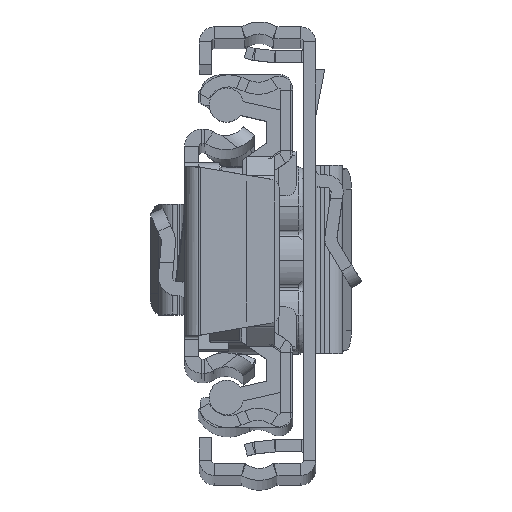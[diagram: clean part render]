
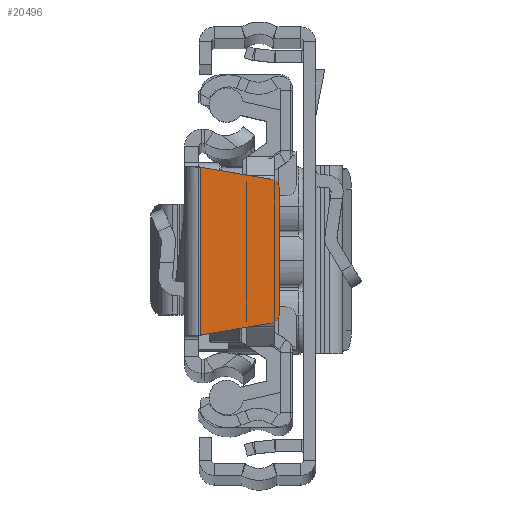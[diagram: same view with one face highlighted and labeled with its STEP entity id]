
A CAD part, top view. The second image highlights one B-rep face of the part: STEP entity #20496.
In plain terms, the highlighted planar face has unit normal (0, 0, 1).
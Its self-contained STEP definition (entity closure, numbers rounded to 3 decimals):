
#332 = CARTESIAN_POINT ( 'NONE',  ( 1.6, -8.333, 0. ) ) ;
#630 = DIRECTION ( 'NONE',  ( 1., 0., 0. ) ) ;
#1569 = DIRECTION ( 'NONE',  ( 0., 0., 1. ) ) ;
#1598 = CARTESIAN_POINT ( 'NONE',  ( 9.4, 6.156, 0. ) ) ;
#1794 = CARTESIAN_POINT ( 'NONE',  ( 8.4, 6.156, 0. ) ) ;
#2261 = CARTESIAN_POINT ( 'NONE',  ( 1.5, 8.35, 0. ) ) ;
#2269 = DIRECTION ( 'NONE',  ( 0., 0., -1. ) ) ;
#2291 = CIRCLE ( 'NONE', #20198, 1. ) ;
#2813 = EDGE_CURVE ( 'NONE', #10316, #14402, #9914, .T. ) ;
#2998 = VERTEX_POINT ( 'NONE', #7463 ) ;
#3098 = EDGE_CURVE ( 'NONE', #7836, #7923, #2291, .T. ) ;
#3211 = VECTOR ( 'NONE', #17127, 1000. ) ;
#3307 = PLANE ( 'NONE',  #10616 ) ;
#3596 = ORIENTED_EDGE ( 'NONE', *, *, #14086, .T. ) ;
#3778 = VERTEX_POINT ( 'NONE', #5677 ) ;
#3953 = DIRECTION ( 'NONE',  ( 0., 0., 1. ) ) ;
#4189 = AXIS2_PLACEMENT_3D ( 'NONE', #1794, #1569, #8268 ) ;
#5494 = CARTESIAN_POINT ( 'NONE',  ( 9.4, -6.156, 0. ) ) ;
#5677 = CARTESIAN_POINT ( 'NONE',  ( 8.568, 7.142, 0. ) ) ;
#6989 = CARTESIAN_POINT ( 'NONE',  ( 1.6, 8.333, 0. ) ) ;
#7217 = CARTESIAN_POINT ( 'NONE',  ( 8.4, 6.156, 0. ) ) ;
#7285 = EDGE_CURVE ( 'NONE', #2998, #3778, #11896, .T. ) ;
#7463 = CARTESIAN_POINT ( 'NONE',  ( 9.4, 6.156, 0. ) ) ;
#7598 = ORIENTED_EDGE ( 'NONE', *, *, #14218, .T. ) ;
#7763 = ORIENTED_EDGE ( 'NONE', *, *, #9884, .T. ) ;
#7836 = VERTEX_POINT ( 'NONE', #18588 ) ;
#7898 = VECTOR ( 'NONE', #9807, 1000. ) ;
#7923 = VERTEX_POINT ( 'NONE', #5494 ) ;
#7925 = DIRECTION ( 'NONE',  ( 0., 1., 0. ) ) ;
#8268 = DIRECTION ( 'NONE',  ( 1., 0., 0. ) ) ;
#9807 = DIRECTION ( 'NONE',  ( 0., -1., 0. ) ) ;
#9884 = EDGE_CURVE ( 'NONE', #3778, #10316, #10195, .T. ) ;
#9914 = LINE ( 'NONE', #14959, #7898 ) ;
#10195 = LINE ( 'NONE', #2261, #3211 ) ;
#10316 = VERTEX_POINT ( 'NONE', #6989 ) ;
#10616 = AXIS2_PLACEMENT_3D ( 'NONE', #7217, #2269, #630 ) ;
#11110 = VECTOR ( 'NONE', #21008, 1000. ) ;
#11873 = FACE_OUTER_BOUND ( 'NONE', #15863, .T. ) ;
#11896 = CIRCLE ( 'NONE', #4189, 1. ) ;
#13897 = VECTOR ( 'NONE', #7925, 1000. ) ;
#14086 = EDGE_CURVE ( 'NONE', #7923, #2998, #16654, .T. ) ;
#14165 = CARTESIAN_POINT ( 'NONE',  ( 8.4, -6.156, 0. ) ) ;
#14218 = EDGE_CURVE ( 'NONE', #14402, #7836, #17823, .T. ) ;
#14402 = VERTEX_POINT ( 'NONE', #332 ) ;
#14959 = CARTESIAN_POINT ( 'NONE',  ( 1.6, -8.333, 0. ) ) ;
#15624 = ORIENTED_EDGE ( 'NONE', *, *, #2813, .T. ) ;
#15863 = EDGE_LOOP ( 'NONE', ( #15624, #7598, #18662, #3596, #18472, #7763 ) ) ;
#16154 = DIRECTION ( 'NONE',  ( 1., 0., 0. ) ) ;
#16654 = LINE ( 'NONE', #1598, #13897 ) ;
#17127 = DIRECTION ( 'NONE',  ( -0.986, 0.168, 0. ) ) ;
#17306 = CARTESIAN_POINT ( 'NONE',  ( 8.568, -7.142, 0. ) ) ;
#17823 = LINE ( 'NONE', #17306, #11110 ) ;
#18472 = ORIENTED_EDGE ( 'NONE', *, *, #7285, .T. ) ;
#18588 = CARTESIAN_POINT ( 'NONE',  ( 8.568, -7.142, 0. ) ) ;
#18662 = ORIENTED_EDGE ( 'NONE', *, *, #3098, .T. ) ;
#20198 = AXIS2_PLACEMENT_3D ( 'NONE', #14165, #3953, #16154 ) ;
#20496 = ADVANCED_FACE ( 'NONE', ( #11873 ), #3307, .F. ) ;
#21008 = DIRECTION ( 'NONE',  ( 0.986, 0.168, 0. ) ) ;
